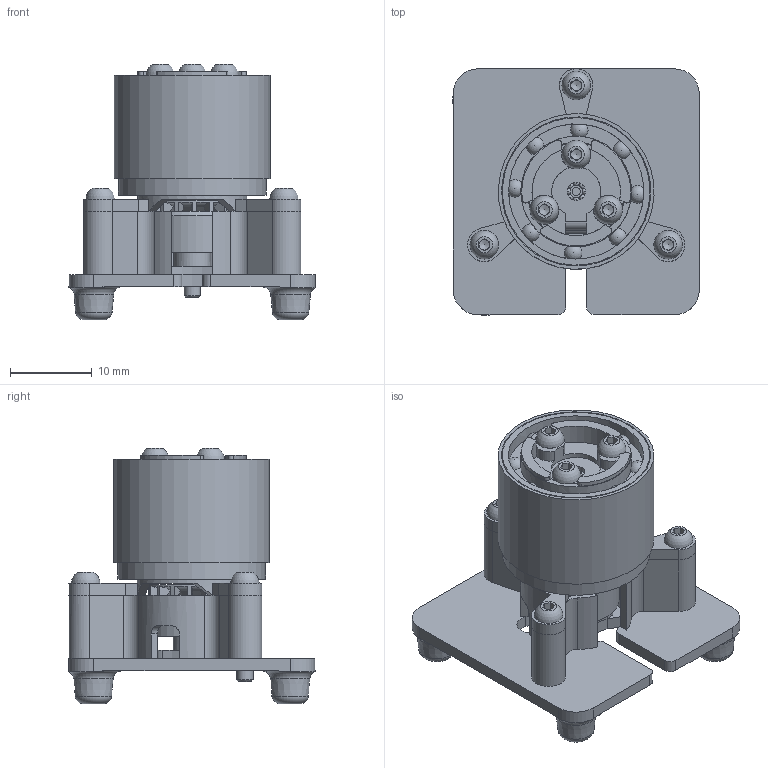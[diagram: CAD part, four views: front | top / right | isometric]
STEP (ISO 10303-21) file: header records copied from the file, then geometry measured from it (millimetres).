
FILE_DESCRIPTION(/* description */ ('STEP AP242','CAx-IF Rec.Pracs.---Representation and Presentation of Product Manufacturing Information (PMI)---4.0---2014-10-13','CAx-IF Rec.Pracs.---3D Tessellated Geometry---0.4---2014-09-14','2;1'),/* implementation_level */ '2;1');
FILE_NAME(/* name */ '66cd47e5da8baf38ede009e3',/* time_stamp */ '2024-08-27T03:28:38Z',/* author */ (''),/* organization */ (''),/* preprocessor_version */ 'ST-DEVELOPER v20',/* originating_system */ ' ',/* authorisation */ ' ');
FILE_SCHEMA (('AP242_MANAGED_MODEL_BASED_3D_ENGINEERING_MIM_LF { 1 0 10303 442 1 1 4 }'));
Length unit declared in the file: metre
Products named in the file (17): Cycloidal Assembly; center shaft top; Carbon fiber rod; Bearing; Socket button head screw M2x0.4 x 12; center shaft bottom; 1st disk; motor mount; base gearbox plate; Happymodel SE0802 <1>; bell; Motor; top; output disc; 2nd disc
Assembly tree (23 placements, depth 3):
  Cycloidal Assembly
    center shaft top
    Carbon fiber rod
    Bearing
    Socket button head screw M2x0.4 x 12  x6
    center shaft bottom
    1st disk
    motor mount
    Bearing  x2
    Bearing  x2
    base gearbox plate
    Happymodel SE0802 <1>
      bell
      Motor
    top
    output disc
    2nd disc
Bounding box: 30.06 x 30.06 x 31.15 mm (x, y, z)
Volume: 5817.7 mm3; surface area: 11809.2 mm2
Topology: 22 solids, 22 shells, 879 faces, 2576 edges, 1690 vertices
Faces by surface type: plane 474, cylinder 278, sphere 86, cone 18, torus 14, bspline 9
Full cylindrical faces by diameter (mm): 1 x5, 1.1 x2, 1.3 x1, 1.4 x3, 1.5 x2, 1.6 x3, 1.85 x3, 2 x6, 2.1 x9, 2.2 x7, 2.4 x5, 2.5 x2, 2.9 x2, 3 x6, 3.06 x2, 3.46 x2, 3.75 x4, 4.5 x4, 5.25 x4, 6 x4, 9.1 x1, 10.5 x2, 11.8 x2, 12 x2, 13.3 x1, 13.5 x4, 16.5 x4, 16.7 x2, 18 x2, 18.2 x2
Entity records: 24956 total; most frequent: CARTESIAN_POINT 5944, DIRECTION 3848, ORIENTED_EDGE 3506, EDGE_CURVE 1753, AXIS2_PLACEMENT_3D 1558, VERTEX_POINT 1212, FACE_BOUND 911, EDGE_LOOP 910
